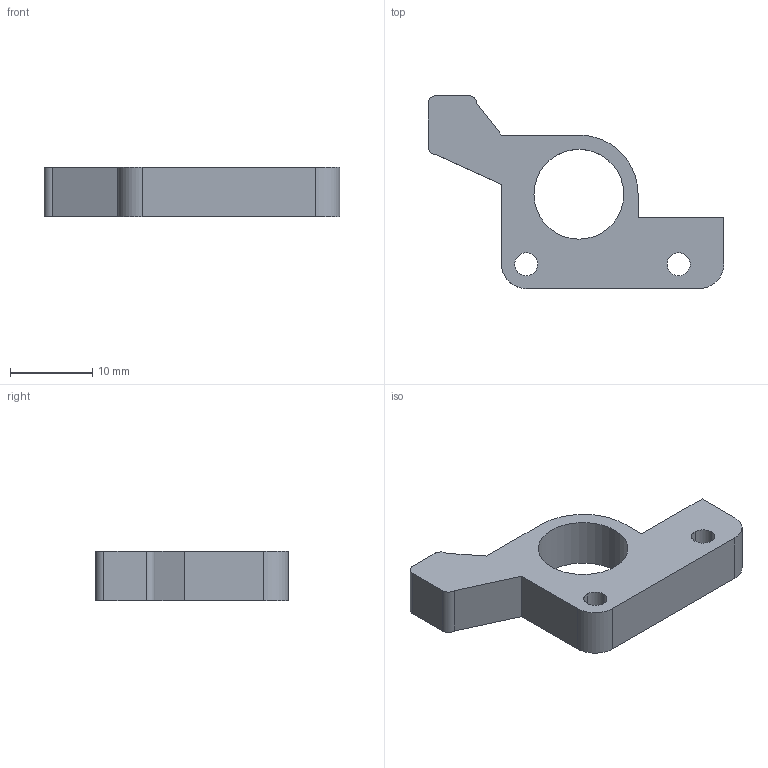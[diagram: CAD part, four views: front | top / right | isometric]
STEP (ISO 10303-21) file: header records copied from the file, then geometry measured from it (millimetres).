
FILE_DESCRIPTION (( 'STEP AP214' ), '1' );
FILE_NAME ('1118-A2P-A.STEP', '2013-05-15T14:50:36', ( '3DAssist' ), ( '' ), 'SwSTEP 2.0', 'SolidWorks 2013', '' );
FILE_SCHEMA (( 'AUTOMOTIVE_DESIGN' ));
Length unit declared in the file: millimetre
Products named in the file (1): 1118-A2P-A
Bounding box: 35.89 x 23.42 x 6 mm (x, y, z)
Volume: 2080.7 mm3; surface area: 1645.9 mm2
Topology: 1 solids, 1 shells, 26 faces, 72 edges, 48 vertices
Faces by surface type: bspline 13, plane 12, cylinder 1
Full cylindrical faces by diameter (mm): 10.9 x1
Entity records: 949 total; most frequent: CARTESIAN_POINT 327, ORIENTED_EDGE 142, DIRECTION 75, EDGE_CURVE 71, VERTEX_POINT 48, LINE 43, VECTOR 43, EDGE_LOOP 33
